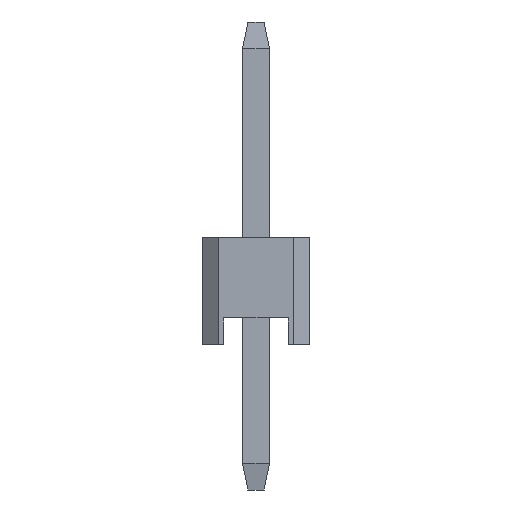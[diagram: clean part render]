
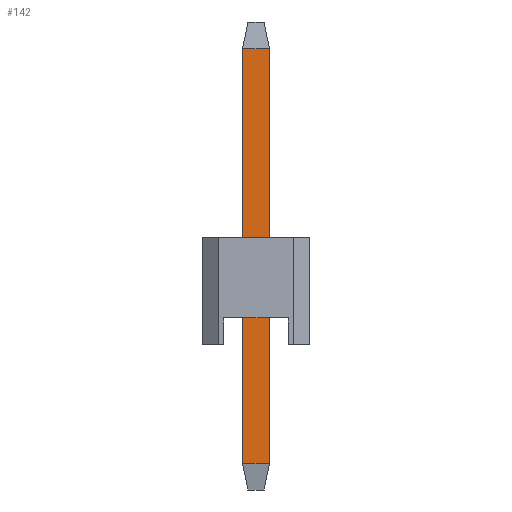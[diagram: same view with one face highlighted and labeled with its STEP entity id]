
A CAD part, left-side view. The second image highlights one B-rep face of the part: STEP entity #142.
In plain terms, the highlighted planar face has unit normal (-1, 0, 0).
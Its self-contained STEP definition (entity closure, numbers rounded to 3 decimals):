
#142=ADVANCED_FACE('',(#384),#3634,.T.);
#384=FACE_OUTER_BOUND('',#626,.T.);
#626=EDGE_LOOP('',(#889,#890,#891,#892));
#889=ORIENTED_EDGE('',*,*,#2078,.F.);
#890=ORIENTED_EDGE('',*,*,#2079,.F.);
#891=ORIENTED_EDGE('',*,*,#2080,.F.);
#892=ORIENTED_EDGE('',*,*,#2077,.F.);
#2077=EDGE_CURVE('',#3265,#3266,#2671,.T.);
#2078=EDGE_CURVE('',#3267,#3265,#2672,.T.);
#2079=EDGE_CURVE('',#3268,#3267,#2673,.T.);
#2080=EDGE_CURVE('',#3266,#3268,#2674,.T.);
#2671=B_SPLINE_CURVE_WITH_KNOTS('',1,(#4423,#4424),.UNSPECIFIED.,.F.,.F.,
(2,2),(-7.7,0.),.UNSPECIFIED.);
#2672=B_SPLINE_CURVE_WITH_KNOTS('',1,(#4425,#4426),.UNSPECIFIED.,.F.,.F.,
(2,2),(-0.5,0.),.UNSPECIFIED.);
#2673=B_SPLINE_CURVE_WITH_KNOTS('',1,(#4427,#4428),.UNSPECIFIED.,.F.,.F.,
(2,2),(-7.7,0.),.UNSPECIFIED.);
#2674=B_SPLINE_CURVE_WITH_KNOTS('',1,(#4429,#4430),.UNSPECIFIED.,.F.,.F.,
(2,2),(-0.5,0.),.UNSPECIFIED.);
#3265=VERTEX_POINT('',#4403);
#3266=VERTEX_POINT('',#4404);
#3267=VERTEX_POINT('',#4405);
#3268=VERTEX_POINT('',#4406);
#3634=PLANE('',#3896);
#3896=AXIS2_PLACEMENT_3D('',#4386,#4141,$);
#4141=DIRECTION('',(-1.,0.,0.));
#4386=CARTESIAN_POINT('',(-0.25,114.04,6.34));
#4403=CARTESIAN_POINT('',(-0.25,114.75,5.51));
#4404=CARTESIAN_POINT('',(-0.25,114.75,-2.19));
#4405=CARTESIAN_POINT('',(-0.25,115.25,5.51));
#4406=CARTESIAN_POINT('',(-0.25,115.25,-2.19));
#4423=CARTESIAN_POINT('',(-0.25,114.75,5.51));
#4424=CARTESIAN_POINT('',(-0.25,114.75,-2.19));
#4425=CARTESIAN_POINT('',(-0.25,115.25,5.51));
#4426=CARTESIAN_POINT('',(-0.25,114.75,5.51));
#4427=CARTESIAN_POINT('',(-0.25,115.25,-2.19));
#4428=CARTESIAN_POINT('',(-0.25,115.25,5.51));
#4429=CARTESIAN_POINT('',(-0.25,114.75,-2.19));
#4430=CARTESIAN_POINT('',(-0.25,115.25,-2.19));
